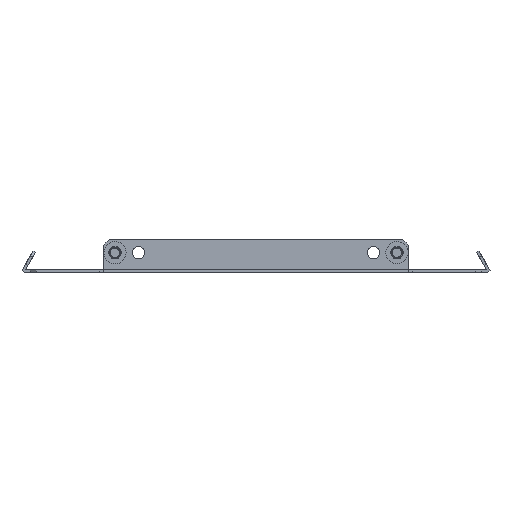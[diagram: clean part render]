
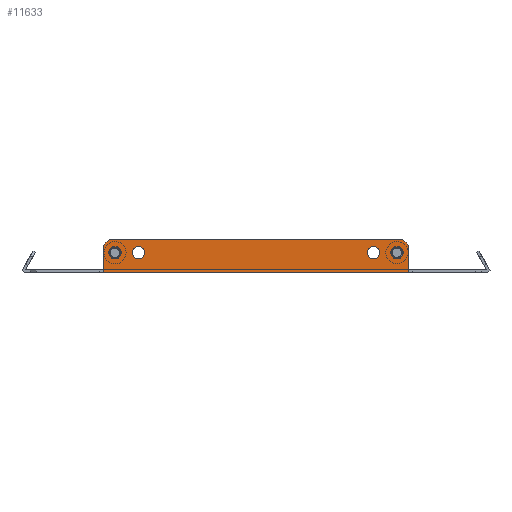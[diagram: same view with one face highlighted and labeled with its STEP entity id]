
A CAD part, left-side view. The second image highlights one B-rep face of the part: STEP entity #11633.
In plain terms, the highlighted planar face has unit normal (-1, 0, 0).
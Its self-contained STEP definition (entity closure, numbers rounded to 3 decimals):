
#35 = AXIS2_PLACEMENT_3D ( 'NONE', #14781, #2077, #6720 ) ;
#64 = CIRCLE ( 'NONE', #7436, 3.25 ) ;
#70 = VECTOR ( 'NONE', #16132, 1000. ) ;
#196 = CARTESIAN_POINT ( 'NONE',  ( -905.5, -6., 5.75 ) ) ;
#314 = CARTESIAN_POINT ( 'NONE',  ( -905.5, -156., 9. ) ) ;
#607 = EDGE_CURVE ( 'NONE', #19572, #7232, #64, .T. ) ;
#648 = LINE ( 'NONE', #18064, #16603 ) ;
#695 = CARTESIAN_POINT ( 'NONE',  ( -905.5, -6., 9. ) ) ;
#819 = CARTESIAN_POINT ( 'NONE',  ( -905.5, 0., 13. ) ) ;
#1019 = CIRCLE ( 'NONE', #35, 3.25 ) ;
#1052 = ORIENTED_EDGE ( 'NONE', *, *, #1694, .T. ) ;
#1202 = ORIENTED_EDGE ( 'NONE', *, *, #15142, .T. ) ;
#1210 = CIRCLE ( 'NONE', #14943, 3.25 ) ;
#1422 = ORIENTED_EDGE ( 'NONE', *, *, #14805, .T. ) ;
#1694 = EDGE_CURVE ( 'NONE', #8061, #7667, #1953, .T. ) ;
#1773 = CARTESIAN_POINT ( 'NONE',  ( -905.5, 0., 16. ) ) ;
#1904 = EDGE_LOOP ( 'NONE', ( #1052, #7835 ) ) ;
#1953 = CIRCLE ( 'NONE', #4640, 3.25 ) ;
#2077 = DIRECTION ( 'NONE',  ( 1., 0., 0. ) ) ;
#2090 = DIRECTION ( 'NONE',  ( 0., 0., 1. ) ) ;
#2125 = CARTESIAN_POINT ( 'NONE',  ( -905.5, -156., 12.25 ) ) ;
#2164 = VERTEX_POINT ( 'NONE', #16029 ) ;
#2197 = DIRECTION ( 'NONE',  ( 1., 0., 0. ) ) ;
#2262 = ORIENTED_EDGE ( 'NONE', *, *, #10915, .T. ) ;
#2275 = CARTESIAN_POINT ( 'NONE',  ( -905.5, -6., 12.25 ) ) ;
#2568 = ORIENTED_EDGE ( 'NONE', *, *, #12698, .T. ) ;
#2592 = DIRECTION ( 'NONE',  ( 0., 0., 1. ) ) ;
#2803 = EDGE_CURVE ( 'NONE', #19670, #2164, #8867, .T. ) ;
#2934 = ORIENTED_EDGE ( 'NONE', *, *, #6374, .T. ) ;
#3135 = EDGE_CURVE ( 'NONE', #18360, #6834, #648, .T. ) ;
#3193 = EDGE_CURVE ( 'NONE', #6834, #4488, #5794, .T. ) ;
#3239 = EDGE_LOOP ( 'NONE', ( #2262, #2568 ) ) ;
#3273 = CARTESIAN_POINT ( 'NONE',  ( -905.5, -162., 1. ) ) ;
#3494 = EDGE_CURVE ( 'NONE', #7667, #8061, #1210, .T. ) ;
#4315 = VERTEX_POINT ( 'NONE', #2125 ) ;
#4403 = CIRCLE ( 'NONE', #14455, 3.25 ) ;
#4488 = VERTEX_POINT ( 'NONE', #20155 ) ;
#4640 = AXIS2_PLACEMENT_3D ( 'NONE', #6428, #14383, #16162 ) ;
#4844 = DIRECTION ( 'NONE',  ( 0., 0., 1. ) ) ;
#5065 = ORIENTED_EDGE ( 'NONE', *, *, #7414, .F. ) ;
#5107 = VECTOR ( 'NONE', #13379, 1000. ) ;
#5269 = AXIS2_PLACEMENT_3D ( 'NONE', #20370, #6013, #14074 ) ;
#5287 = EDGE_CURVE ( 'NONE', #19642, #16014, #20011, .T. ) ;
#5794 = LINE ( 'NONE', #10521, #5892 ) ;
#5892 = VECTOR ( 'NONE', #16910, 1000. ) ;
#6013 = DIRECTION ( 'NONE',  ( 1., 0., 0. ) ) ;
#6022 = DIRECTION ( 'NONE',  ( 0., 0., -1. ) ) ;
#6053 = PLANE ( 'NONE',  #19263 ) ;
#6249 = CARTESIAN_POINT ( 'NONE',  ( -905.5, -143.5, 12.25 ) ) ;
#6285 = DIRECTION ( 'NONE',  ( 0., 0., -1. ) ) ;
#6374 = EDGE_CURVE ( 'NONE', #7232, #19572, #1019, .T. ) ;
#6380 = FACE_BOUND ( 'NONE', #20057, .T. ) ;
#6428 = CARTESIAN_POINT ( 'NONE',  ( -905.5, -143.5, 9. ) ) ;
#6471 = VERTEX_POINT ( 'NONE', #19618 ) ;
#6681 = LINE ( 'NONE', #8046, #11939 ) ;
#6720 = DIRECTION ( 'NONE',  ( 0., 0., 1. ) ) ;
#6731 = DIRECTION ( 'NONE',  ( 1., 0., 0. ) ) ;
#6834 = VERTEX_POINT ( 'NONE', #3273 ) ;
#7026 = DIRECTION ( 'NONE',  ( 0., 0., 1. ) ) ;
#7114 = DIRECTION ( 'NONE',  ( 1., 0., 0. ) ) ;
#7165 = ORIENTED_EDGE ( 'NONE', *, *, #607, .T. ) ;
#7218 = CIRCLE ( 'NONE', #18937, 3.25 ) ;
#7232 = VERTEX_POINT ( 'NONE', #196 ) ;
#7414 = EDGE_CURVE ( 'NONE', #19642, #11024, #11833, .T. ) ;
#7436 = AXIS2_PLACEMENT_3D ( 'NONE', #695, #7114, #2592 ) ;
#7667 = VERTEX_POINT ( 'NONE', #9399 ) ;
#7835 = ORIENTED_EDGE ( 'NONE', *, *, #3494, .T. ) ;
#7952 = ORIENTED_EDGE ( 'NONE', *, *, #18014, .T. ) ;
#8046 = CARTESIAN_POINT ( 'NONE',  ( -905.5, -159., 16. ) ) ;
#8061 = VERTEX_POINT ( 'NONE', #6249 ) ;
#8213 = ORIENTED_EDGE ( 'NONE', *, *, #3135, .F. ) ;
#8497 = DIRECTION ( 'NONE',  ( 1., 0., 0. ) ) ;
#8867 = LINE ( 'NONE', #18929, #12532 ) ;
#9286 = DIRECTION ( 'NONE',  ( 0., 0.707, -0.707 ) ) ;
#9399 = CARTESIAN_POINT ( 'NONE',  ( -905.5, -143.5, 5.75 ) ) ;
#9734 = VERTEX_POINT ( 'NONE', #15099 ) ;
#9741 = LINE ( 'NONE', #13300, #70 ) ;
#9921 = DIRECTION ( 'NONE',  ( 0., 0.707, 0.707 ) ) ;
#10047 = EDGE_CURVE ( 'NONE', #19670, #16014, #18213, .T. ) ;
#10159 = DIRECTION ( 'NONE',  ( 1., 0., 0. ) ) ;
#10521 = CARTESIAN_POINT ( 'NONE',  ( -905.5, -162., -1.5 ) ) ;
#10915 = EDGE_CURVE ( 'NONE', #6471, #9734, #12508, .T. ) ;
#10973 = ORIENTED_EDGE ( 'NONE', *, *, #10047, .F. ) ;
#11024 = VERTEX_POINT ( 'NONE', #17188 ) ;
#11180 = AXIS2_PLACEMENT_3D ( 'NONE', #14696, #2197, #2090 ) ;
#11194 = FACE_BOUND ( 'NONE', #3239, .T. ) ;
#11407 = CARTESIAN_POINT ( 'NONE',  ( -905.5, -156., 5.75 ) ) ;
#11633 = ADVANCED_FACE ( 'NONE', ( #6380, #15909, #18960, #11194, #20633 ), #6053, .F. ) ;
#11833 = LINE ( 'NONE', #18229, #19781 ) ;
#11939 = VECTOR ( 'NONE', #9921, 1000. ) ;
#12207 = CARTESIAN_POINT ( 'NONE',  ( -905.5, 0., 13. ) ) ;
#12345 = ORIENTED_EDGE ( 'NONE', *, *, #18317, .T. ) ;
#12508 = CIRCLE ( 'NONE', #11180, 3.25 ) ;
#12532 = VECTOR ( 'NONE', #6022, 1000. ) ;
#12663 = CARTESIAN_POINT ( 'NONE',  ( -905.5, -81., -1.5 ) ) ;
#12698 = EDGE_CURVE ( 'NONE', #9734, #6471, #7218, .T. ) ;
#12731 = ORIENTED_EDGE ( 'NONE', *, *, #2803, .T. ) ;
#13152 = DIRECTION ( 'NONE',  ( 1., 0., 0. ) ) ;
#13298 = ORIENTED_EDGE ( 'NONE', *, *, #3193, .F. ) ;
#13300 = CARTESIAN_POINT ( 'NONE',  ( -905.5, -81., -1.5 ) ) ;
#13379 = DIRECTION ( 'NONE',  ( 0., 0., 1. ) ) ;
#13640 = ORIENTED_EDGE ( 'NONE', *, *, #5287, .T. ) ;
#14074 = DIRECTION ( 'NONE',  ( 0., 0., 1. ) ) ;
#14383 = DIRECTION ( 'NONE',  ( 1., 0., 0. ) ) ;
#14455 = AXIS2_PLACEMENT_3D ( 'NONE', #314, #6731, #4844 ) ;
#14696 = CARTESIAN_POINT ( 'NONE',  ( -905.5, -18.5, 9. ) ) ;
#14781 = CARTESIAN_POINT ( 'NONE',  ( -905.5, -6., 9. ) ) ;
#14805 = EDGE_CURVE ( 'NONE', #18360, #11024, #6681, .T. ) ;
#14943 = AXIS2_PLACEMENT_3D ( 'NONE', #18428, #10159, #14978 ) ;
#14978 = DIRECTION ( 'NONE',  ( 0., 0., 1. ) ) ;
#14979 = CARTESIAN_POINT ( 'NONE',  ( -905.5, -3., 16. ) ) ;
#15099 = CARTESIAN_POINT ( 'NONE',  ( -905.5, -18.5, 5.75 ) ) ;
#15142 = EDGE_CURVE ( 'NONE', #4315, #17100, #19336, .T. ) ;
#15909 = FACE_BOUND ( 'NONE', #1904, .T. ) ;
#16014 = VERTEX_POINT ( 'NONE', #12207 ) ;
#16029 = CARTESIAN_POINT ( 'NONE',  ( -905.5, 0., -1.5 ) ) ;
#16132 = DIRECTION ( 'NONE',  ( 0., -1., 0. ) ) ;
#16162 = DIRECTION ( 'NONE',  ( 0., 0., 1. ) ) ;
#16295 = DIRECTION ( 'NONE',  ( 0., 0., -1. ) ) ;
#16446 = CARTESIAN_POINT ( 'NONE',  ( -905.5, -18.5, 9. ) ) ;
#16537 = VECTOR ( 'NONE', #9286, 1000. ) ;
#16603 = VECTOR ( 'NONE', #16295, 1000. ) ;
#16743 = CARTESIAN_POINT ( 'NONE',  ( -905.5, -162., 13. ) ) ;
#16910 = DIRECTION ( 'NONE',  ( 0., 0., -1. ) ) ;
#16965 = CARTESIAN_POINT ( 'NONE',  ( -905.5, 0., 1. ) ) ;
#17100 = VERTEX_POINT ( 'NONE', #11407 ) ;
#17188 = CARTESIAN_POINT ( 'NONE',  ( -905.5, -159., 16. ) ) ;
#18014 = EDGE_CURVE ( 'NONE', #17100, #4315, #4403, .T. ) ;
#18064 = CARTESIAN_POINT ( 'NONE',  ( -905.5, -162., 0. ) ) ;
#18112 = DIRECTION ( 'NONE',  ( 0., -1., 0. ) ) ;
#18213 = LINE ( 'NONE', #1773, #5107 ) ;
#18229 = CARTESIAN_POINT ( 'NONE',  ( -905.5, -162., 16. ) ) ;
#18317 = EDGE_CURVE ( 'NONE', #2164, #4488, #9741, .T. ) ;
#18360 = VERTEX_POINT ( 'NONE', #16743 ) ;
#18428 = CARTESIAN_POINT ( 'NONE',  ( -905.5, -143.5, 9. ) ) ;
#18915 = EDGE_LOOP ( 'NONE', ( #5065, #13640, #10973, #12731, #12345, #13298, #8213, #1422 ) ) ;
#18929 = CARTESIAN_POINT ( 'NONE',  ( -905.5, 0., 1. ) ) ;
#18937 = AXIS2_PLACEMENT_3D ( 'NONE', #16446, #8497, #7026 ) ;
#18960 = FACE_BOUND ( 'NONE', #20119, .T. ) ;
#19263 = AXIS2_PLACEMENT_3D ( 'NONE', #12663, #13152, #6285 ) ;
#19336 = CIRCLE ( 'NONE', #5269, 3.25 ) ;
#19572 = VERTEX_POINT ( 'NONE', #2275 ) ;
#19618 = CARTESIAN_POINT ( 'NONE',  ( -905.5, -18.5, 12.25 ) ) ;
#19642 = VERTEX_POINT ( 'NONE', #14979 ) ;
#19670 = VERTEX_POINT ( 'NONE', #16965 ) ;
#19781 = VECTOR ( 'NONE', #18112, 1000. ) ;
#20011 = LINE ( 'NONE', #819, #16537 ) ;
#20057 = EDGE_LOOP ( 'NONE', ( #1202, #7952 ) ) ;
#20119 = EDGE_LOOP ( 'NONE', ( #7165, #2934 ) ) ;
#20155 = CARTESIAN_POINT ( 'NONE',  ( -905.5, -162., -1.5 ) ) ;
#20370 = CARTESIAN_POINT ( 'NONE',  ( -905.5, -156., 9. ) ) ;
#20633 = FACE_OUTER_BOUND ( 'NONE', #18915, .T. ) ;
